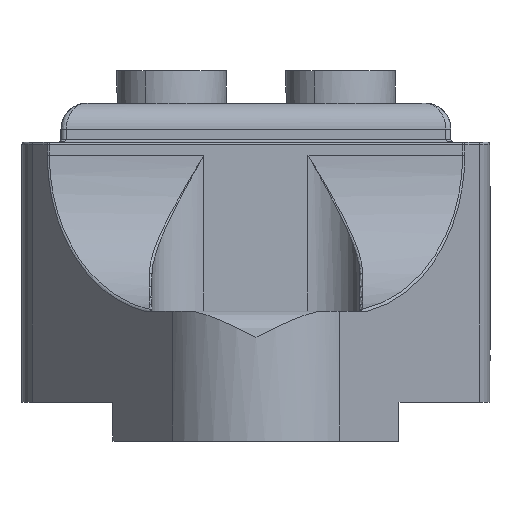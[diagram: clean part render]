
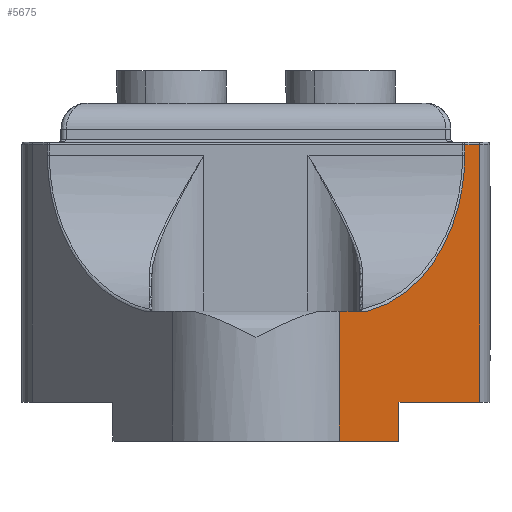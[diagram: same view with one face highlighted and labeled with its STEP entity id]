
A CAD part, left-side view. The second image highlights one B-rep face of the part: STEP entity #5675.
In plain terms, the highlighted planar face has unit normal (-0.6, -0.8, 0).
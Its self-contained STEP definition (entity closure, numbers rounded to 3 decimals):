
#5649=AXIS2_PLACEMENT_3D('Plane Axis2P3D',#5646,#5647,#5648) ;
#776=CARTESIAN_POINT('Vertex',(4.667,3.5,0.)) ;
#779=CARTESIAN_POINT('Line Origine',(3.133,4.65,0.)) ;
#783=CARTESIAN_POINT('Vertex',(1.6,5.8,0.)) ;
#923=CARTESIAN_POINT('Line Origine',(1.6,5.8,0.)) ;
#927=CARTESIAN_POINT('Vertex',(1.6,5.8,5.)) ;
#1065=CARTESIAN_POINT('Vertex',(4.667,3.5,1.5)) ;
#1068=CARTESIAN_POINT('Line Origine',(4.667,3.5,0.75)) ;
#1665=CARTESIAN_POINT('Vertex',(8.8,0.4,1.5)) ;
#1668=CARTESIAN_POINT('Line Origine',(6.733,1.95,1.5)) ;
#4293=CARTESIAN_POINT('Line Origine',(1.8,5.65,5.)) ;
#4297=CARTESIAN_POINT('Vertex',(2.,5.5,5.)) ;
#4300=CARTESIAN_POINT('Line Origine',(2.52,5.11,5.)) ;
#4304=CARTESIAN_POINT('Vertex',(3.04,4.72,5.)) ;
#4470=CARTESIAN_POINT('Control Point',(3.04,4.72,5.)) ;
#4471=CARTESIAN_POINT('Control Point',(3.195,4.604,5.028)) ;
#4472=CARTESIAN_POINT('Control Point',(3.349,4.488,5.062)) ;
#4473=CARTESIAN_POINT('Control Point',(3.503,4.373,5.1)) ;
#4474=CARTESIAN_POINT('Control Point',(4.113,3.915,5.275)) ;
#4475=CARTESIAN_POINT('Control Point',(4.707,3.469,5.531)) ;
#4476=CARTESIAN_POINT('Control Point',(5.139,3.146,5.771)) ;
#4477=CARTESIAN_POINT('Control Point',(5.778,2.667,6.215)) ;
#4478=CARTESIAN_POINT('Control Point',(6.353,2.235,6.774)) ;
#4479=CARTESIAN_POINT('Control Point',(6.548,2.089,6.987)) ;
#4480=CARTESIAN_POINT('Control Point',(6.903,1.822,7.425)) ;
#4481=CARTESIAN_POINT('Control Point',(7.213,1.59,7.915)) ;
#4482=CARTESIAN_POINT('Control Point',(7.351,1.487,8.162)) ;
#4483=CARTESIAN_POINT('Control Point',(7.595,1.303,8.67)) ;
#4484=CARTESIAN_POINT('Control Point',(7.783,1.163,9.214)) ;
#4485=CARTESIAN_POINT('Control Point',(7.86,1.105,9.488)) ;
#4486=CARTESIAN_POINT('Control Point',(7.962,1.029,9.953)) ;
#4487=CARTESIAN_POINT('Control Point',(8.018,0.987,10.429)) ;
#4488=CARTESIAN_POINT('Control Point',(8.033,0.976,10.619)) ;
#4489=CARTESIAN_POINT('Control Point',(8.04,0.97,10.81)) ;
#4490=CARTESIAN_POINT('Control Point',(8.04,0.97,11.)) ;
#4491=CARTESIAN_POINT('Vertex',(8.04,0.97,11.)) ;
#5401=CARTESIAN_POINT('Line Origine',(8.8,0.4,0.)) ;
#5405=CARTESIAN_POINT('Vertex',(8.8,0.4,11.4)) ;
#5646=CARTESIAN_POINT('Axis2P3D Location',(8.8,0.4,0.)) ;
#5651=CARTESIAN_POINT('Line Origine',(8.42,0.685,11.4)) ;
#5655=CARTESIAN_POINT('Vertex',(8.04,0.97,11.4)) ;
#5658=CARTESIAN_POINT('Line Origine',(8.04,0.97,11.2)) ;
#780=DIRECTION('Vector Direction',(-0.8,0.6,0.)) ;
#924=DIRECTION('Vector Direction',(0.,0.,1.)) ;
#1069=DIRECTION('Vector Direction',(0.,0.,1.)) ;
#1669=DIRECTION('Vector Direction',(0.8,-0.6,0.)) ;
#4294=DIRECTION('Vector Direction',(0.8,-0.6,0.)) ;
#4301=DIRECTION('Vector Direction',(-0.8,0.6,0.)) ;
#5402=DIRECTION('Vector Direction',(0.,0.,1.)) ;
#5647=DIRECTION('Axis2P3D Direction',(0.6,0.8,-0.)) ;
#5648=DIRECTION('Axis2P3D XDirection',(-0.8,0.6,0.)) ;
#5652=DIRECTION('Vector Direction',(-0.8,0.6,0.)) ;
#5659=DIRECTION('Vector Direction',(0.,0.,-1.)) ;
#781=VECTOR('Line Direction',#780,1.) ;
#925=VECTOR('Line Direction',#924,1.) ;
#1070=VECTOR('Line Direction',#1069,1.) ;
#1670=VECTOR('Line Direction',#1669,1.) ;
#4295=VECTOR('Line Direction',#4294,1.) ;
#4302=VECTOR('Line Direction',#4301,1.) ;
#5403=VECTOR('Line Direction',#5402,1.) ;
#5653=VECTOR('Line Direction',#5652,1.) ;
#5660=VECTOR('Line Direction',#5659,1.) ;
#5664=ORIENTED_EDGE('',*,*,#5657,.T.) ;
#5665=ORIENTED_EDGE('',*,*,#5662,.T.) ;
#5666=ORIENTED_EDGE('',*,*,#4493,.T.) ;
#5667=ORIENTED_EDGE('',*,*,#4306,.F.) ;
#5668=ORIENTED_EDGE('',*,*,#4299,.F.) ;
#5669=ORIENTED_EDGE('',*,*,#929,.F.) ;
#5670=ORIENTED_EDGE('',*,*,#785,.F.) ;
#5671=ORIENTED_EDGE('',*,*,#1072,.T.) ;
#5672=ORIENTED_EDGE('',*,*,#1672,.T.) ;
#5673=ORIENTED_EDGE('',*,*,#5407,.T.) ;
#5675=ADVANCED_FACE('Koerper.2',(#5674),#5650,.F.) ;
#4469=B_SPLINE_CURVE_WITH_KNOTS('',5,(#4470,#4471,#4472,#4473,#4474,#4475,#4476,#4477,#4478,#4479,#4480,#4481,#4482,#4483,#4484,#4485,#4486,#4487,#4488,#4489,#4490),.UNSPECIFIED.,.F.,.U.,(6,3,3,3,3,3,6),(5.1,6.477,10.605,12.869,14.981,17.016,18.352),.UNSPECIFIED.) ;
#785=EDGE_CURVE('',#777,#784,#782,.T.) ;
#929=EDGE_CURVE('',#784,#928,#926,.T.) ;
#1072=EDGE_CURVE('',#777,#1066,#1071,.T.) ;
#1672=EDGE_CURVE('',#1066,#1666,#1671,.T.) ;
#4299=EDGE_CURVE('',#928,#4298,#4296,.T.) ;
#4306=EDGE_CURVE('',#4298,#4305,#4303,.F.) ;
#4493=EDGE_CURVE('',#4492,#4305,#4469,.F.) ;
#5407=EDGE_CURVE('',#1666,#5406,#5404,.T.) ;
#5657=EDGE_CURVE('',#5406,#5656,#5654,.T.) ;
#5662=EDGE_CURVE('',#5656,#4492,#5661,.T.) ;
#5663=EDGE_LOOP('',(#5664,#5665,#5666,#5667,#5668,#5669,#5670,#5671,#5672,#5673)) ;
#5674=FACE_OUTER_BOUND('',#5663,.T.) ;
#782=LINE('Line',#779,#781) ;
#926=LINE('Line',#923,#925) ;
#1071=LINE('Line',#1068,#1070) ;
#1671=LINE('Line',#1668,#1670) ;
#4296=LINE('Line',#4293,#4295) ;
#4303=LINE('Line',#4300,#4302) ;
#5404=LINE('Line',#5401,#5403) ;
#5654=LINE('Line',#5651,#5653) ;
#5661=LINE('Line',#5658,#5660) ;
#5650=PLANE('',#5649) ;
#777=VERTEX_POINT('',#776) ;
#784=VERTEX_POINT('',#783) ;
#928=VERTEX_POINT('',#927) ;
#1066=VERTEX_POINT('',#1065) ;
#1666=VERTEX_POINT('',#1665) ;
#4298=VERTEX_POINT('',#4297) ;
#4305=VERTEX_POINT('',#4304) ;
#4492=VERTEX_POINT('',#4491) ;
#5406=VERTEX_POINT('',#5405) ;
#5656=VERTEX_POINT('',#5655) ;
